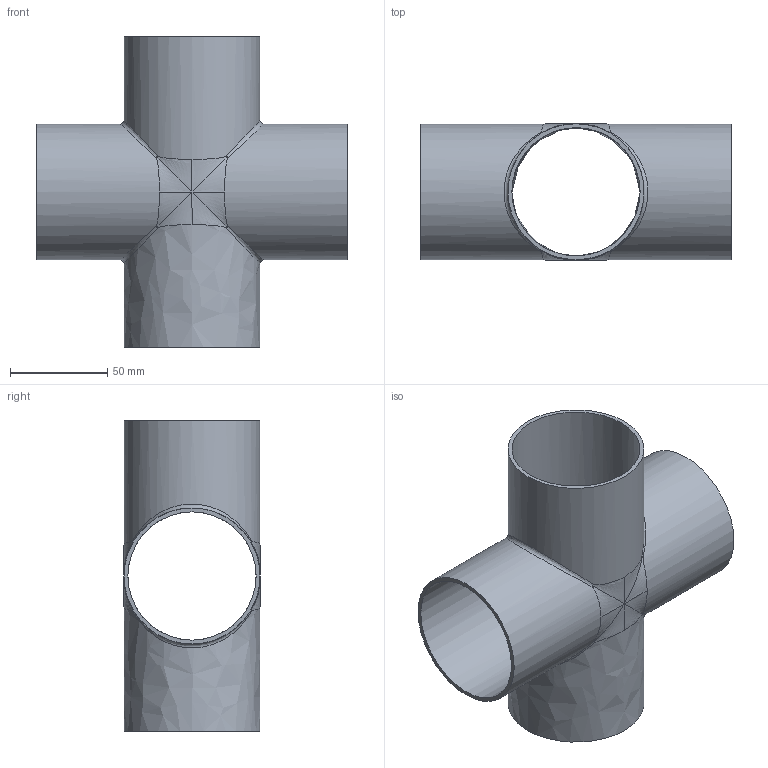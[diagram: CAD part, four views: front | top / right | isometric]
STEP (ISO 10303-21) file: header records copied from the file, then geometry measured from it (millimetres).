
FILE_DESCRIPTION((''),'2;1');
FILE_NAME('47800065X.stp','2010-09-06T13:41:03',('thilbrands'),(''),'Autodesk Inventor 2008','Autodesk Inventor 2008','');
FILE_SCHEMA(('AUTOMOTIVE_DESIGN { 1 0 10303 214 1 1 1 1 }'));
Length unit declared in the file: millimetre
Products named in the file (1): 478000151
Bounding box: 160 x 70.24 x 160 mm (x, y, z)
Volume: 99496.8 mm3; surface area: 101041.7 mm2
Topology: 1 solids, 1 shells, 52 faces, 132 edges, 80 vertices
Faces by surface type: bspline 43, cylinder 6, plane 3
Full cylindrical faces by diameter (mm): 66 x3, 70 x3
Entity records: 14980 total; most frequent: CARTESIAN_POINT 13990, ORIENTED_EDGE 240, EDGE_CURVE 120, DIRECTION 116, VERTEX_POINT 76, B_SPLINE_CURVE_WITH_KNOTS 72, EDGE_LOOP 64, AXIS2_PLACEMENT_3D 58
